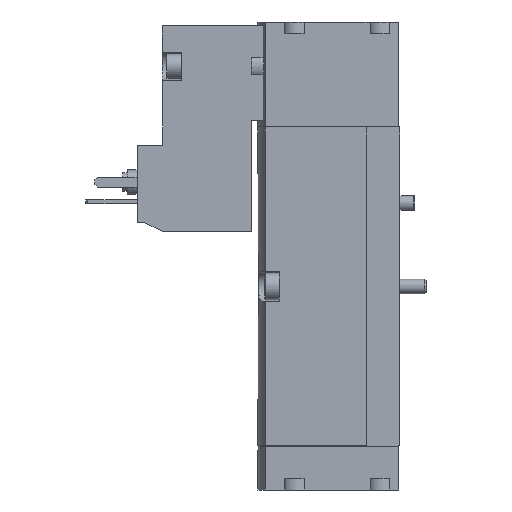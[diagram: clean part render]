
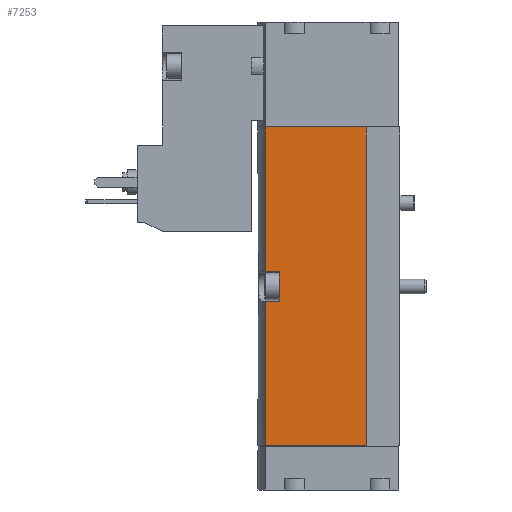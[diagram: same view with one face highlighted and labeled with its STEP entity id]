
A CAD part, left-side view. The second image highlights one B-rep face of the part: STEP entity #7253.
In plain terms, the highlighted planar face has unit normal (-1, 0, 0).
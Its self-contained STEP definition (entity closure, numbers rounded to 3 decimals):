
#325=LINE('',#10336,#781);
#326=LINE('',#10350,#782);
#328=LINE('',#10368,#784);
#329=LINE('',#10370,#785);
#330=LINE('',#10372,#786);
#331=LINE('',#10373,#787);
#332=LINE('',#10375,#788);
#333=LINE('',#10377,#789);
#334=LINE('',#10379,#790);
#781=VECTOR('',#8572,1000.);
#782=VECTOR('',#8577,1000.);
#784=VECTOR('',#8587,1000.);
#785=VECTOR('',#8588,1000.);
#786=VECTOR('',#8589,1000.);
#787=VECTOR('',#8590,1000.);
#788=VECTOR('',#8591,1000.);
#789=VECTOR('',#8592,1000.);
#790=VECTOR('',#8593,1000.);
#1394=ORIENTED_EDGE('',*,*,#2885,.T.);
#1395=ORIENTED_EDGE('',*,*,#2895,.T.);
#1396=ORIENTED_EDGE('',*,*,#2896,.F.);
#1397=ORIENTED_EDGE('',*,*,#2897,.F.);
#1398=ORIENTED_EDGE('',*,*,#2889,.T.);
#1399=ORIENTED_EDGE('',*,*,#2898,.F.);
#1400=ORIENTED_EDGE('',*,*,#2899,.F.);
#1401=ORIENTED_EDGE('',*,*,#2900,.F.);
#1402=ORIENTED_EDGE('',*,*,#2901,.F.);
#2885=EDGE_CURVE('',#3626,#3625,#325,.T.);
#2889=EDGE_CURVE('',#3630,#3629,#326,.T.);
#2895=EDGE_CURVE('',#3625,#3635,#328,.T.);
#2896=EDGE_CURVE('',#3636,#3635,#329,.T.);
#2897=EDGE_CURVE('',#3630,#3636,#330,.T.);
#2898=EDGE_CURVE('',#3637,#3629,#331,.T.);
#2899=EDGE_CURVE('',#3638,#3637,#332,.T.);
#2900=EDGE_CURVE('',#3639,#3638,#333,.T.);
#2901=EDGE_CURVE('',#3626,#3639,#334,.T.);
#3625=VERTEX_POINT('',#10335);
#3626=VERTEX_POINT('',#10337);
#3629=VERTEX_POINT('',#10349);
#3630=VERTEX_POINT('',#10351);
#3635=VERTEX_POINT('',#10369);
#3636=VERTEX_POINT('',#10371);
#3637=VERTEX_POINT('',#10374);
#3638=VERTEX_POINT('',#10376);
#3639=VERTEX_POINT('',#10378);
#4225=EDGE_LOOP('',(#1394,#1395,#1396,#1397,#1398,#1399,#1400,#1401,#1402));
#4589=FACE_BOUND('',#4225,.T.);
#4936=PLANE('',#7690);
#7253=ADVANCED_FACE('',(#4589),#4936,.F.);
#7690=AXIS2_PLACEMENT_3D('',#10367,#8585,#8586);
#8572=DIRECTION('',(0.,0.,-1.));
#8577=DIRECTION('',(0.,0.,-1.));
#8585=DIRECTION('',(1.,0.,0.));
#8586=DIRECTION('',(0.,0.,-1.));
#8587=DIRECTION('',(0.,-1.,0.));
#8588=DIRECTION('',(0.,0.,-1.));
#8589=DIRECTION('',(0.,-1.,0.));
#8590=DIRECTION('',(0.,1.,0.));
#8591=DIRECTION('',(0.,0.,1.));
#8592=DIRECTION('',(0.,0.,1.));
#8593=DIRECTION('',(0.,-1.,0.));
#10335=CARTESIAN_POINT('',(-9.,27.456,-32.5));
#10336=CARTESIAN_POINT('',(-9.,27.456,32.5));
#10337=CARTESIAN_POINT('',(-9.,27.456,-3.));
#10349=CARTESIAN_POINT('',(-9.,27.456,3.));
#10350=CARTESIAN_POINT('',(-9.,27.456,32.5));
#10351=CARTESIAN_POINT('',(-9.,27.456,32.5));
#10367=CARTESIAN_POINT('',(-9.,27.456,32.5));
#10368=CARTESIAN_POINT('',(-9.,27.456,-32.5));
#10369=CARTESIAN_POINT('',(-9.,6.85,-32.5));
#10370=CARTESIAN_POINT('',(-9.,6.85,32.5));
#10371=CARTESIAN_POINT('',(-9.,6.85,32.5));
#10372=CARTESIAN_POINT('',(-9.,27.456,32.5));
#10373=CARTESIAN_POINT('',(-9.,27.456,3.));
#10374=CARTESIAN_POINT('',(-9.,24.6,3.));
#10375=CARTESIAN_POINT('',(-9.,24.6,32.5));
#10376=CARTESIAN_POINT('',(-9.,24.6,0.));
#10377=CARTESIAN_POINT('',(-9.,24.6,32.5));
#10378=CARTESIAN_POINT('',(-9.,24.6,-3.));
#10379=CARTESIAN_POINT('',(-9.,27.456,-3.));
